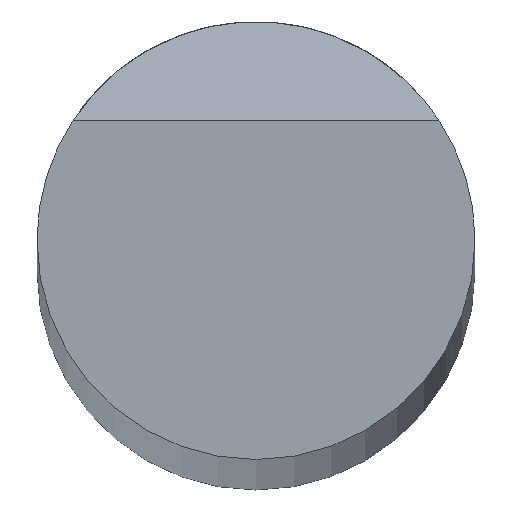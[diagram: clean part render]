
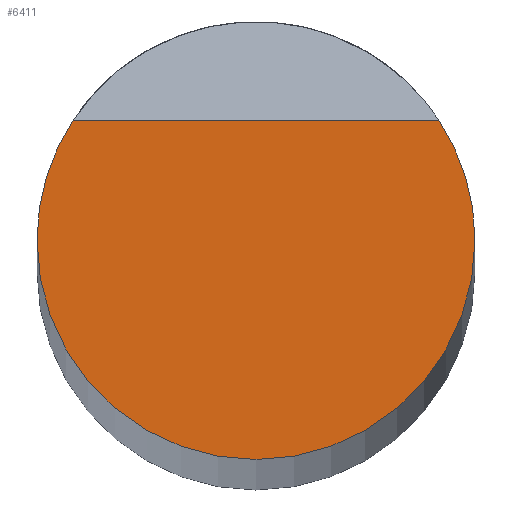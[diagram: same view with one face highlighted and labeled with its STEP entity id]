
A CAD part, top view. The second image highlights one B-rep face of the part: STEP entity #6411.
In plain terms, the highlighted planar face has unit normal (0, 0, 1).
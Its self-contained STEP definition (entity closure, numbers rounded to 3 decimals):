
#114 = VERTEX_POINT ( 'NONE', #5799 ) ;
#116 = EDGE_LOOP ( 'NONE', ( #4884, #8160, #1224, #3838 ) ) ;
#483 = CARTESIAN_POINT ( 'NONE',  ( -12.5, 0., 996.948 ) ) ;
#550 = CIRCLE ( 'NONE', #5430, 12.5 ) ;
#927 = CARTESIAN_POINT ( 'NONE',  ( 12.501, 6.875, 996.948 ) ) ;
#1224 = ORIENTED_EDGE ( 'NONE', *, *, #1496, .T. ) ;
#1278 = CARTESIAN_POINT ( 'NONE',  ( 12.5, 0., 996.948 ) ) ;
#1496 = EDGE_CURVE ( 'NONE', #7828, #3471, #550, .T. ) ;
#1607 = DIRECTION ( 'NONE',  ( 1., 0., 0. ) ) ;
#1632 = CARTESIAN_POINT ( 'NONE',  ( 0., 0., 996.948 ) ) ;
#2155 = DIRECTION ( 'NONE',  ( 1., 0., 0. ) ) ;
#2570 = LINE ( 'NONE', #927, #10070 ) ;
#3007 = DIRECTION ( 'NONE',  ( 0., 0., 1. ) ) ;
#3471 = VERTEX_POINT ( 'NONE', #5232 ) ;
#3719 = AXIS2_PLACEMENT_3D ( 'NONE', #8085, #7506, #2155 ) ;
#3838 = ORIENTED_EDGE ( 'NONE', *, *, #7716, .F. ) ;
#3952 = DIRECTION ( 'NONE',  ( 0., 0., 1. ) ) ;
#4095 = EDGE_CURVE ( 'NONE', #5144, #7828, #10053, .T. ) ;
#4211 = CIRCLE ( 'NONE', #3719, 12.5 ) ;
#4884 = ORIENTED_EDGE ( 'NONE', *, *, #9016, .T. ) ;
#5000 = DIRECTION ( 'NONE',  ( 1., 0., 0. ) ) ;
#5144 = VERTEX_POINT ( 'NONE', #483 ) ;
#5232 = CARTESIAN_POINT ( 'NONE',  ( 10.44, 6.875, 996.948 ) ) ;
#5237 = CARTESIAN_POINT ( 'NONE',  ( 0., 0., 996.948 ) ) ;
#5430 = AXIS2_PLACEMENT_3D ( 'NONE', #5237, #6721, #5906 ) ;
#5527 = FACE_OUTER_BOUND ( 'NONE', #116, .T. ) ;
#5718 = AXIS2_PLACEMENT_3D ( 'NONE', #7723, #3952, #1607 ) ;
#5799 = CARTESIAN_POINT ( 'NONE',  ( -10.44, 6.875, 996.948 ) ) ;
#5906 = DIRECTION ( 'NONE',  ( 1., 0., 0. ) ) ;
#5973 = AXIS2_PLACEMENT_3D ( 'NONE', #1632, #3007, #10047 ) ;
#6411 = ADVANCED_FACE ( 'NONE', ( #5527 ), #7114, .T. ) ;
#6721 = DIRECTION ( 'NONE',  ( 0., 0., 1. ) ) ;
#7114 = PLANE ( 'NONE',  #5718 ) ;
#7506 = DIRECTION ( 'NONE',  ( 0., 0., 1. ) ) ;
#7716 = EDGE_CURVE ( 'NONE', #114, #3471, #2570, .T. ) ;
#7723 = CARTESIAN_POINT ( 'NONE',  ( 0., 0., 996.948 ) ) ;
#7828 = VERTEX_POINT ( 'NONE', #1278 ) ;
#8085 = CARTESIAN_POINT ( 'NONE',  ( 0., 0., 996.948 ) ) ;
#8160 = ORIENTED_EDGE ( 'NONE', *, *, #4095, .T. ) ;
#9016 = EDGE_CURVE ( 'NONE', #114, #5144, #4211, .T. ) ;
#10047 = DIRECTION ( 'NONE',  ( 1., 0., 0. ) ) ;
#10053 = CIRCLE ( 'NONE', #5973, 12.5 ) ;
#10070 = VECTOR ( 'NONE', #5000, 1000. ) ;
